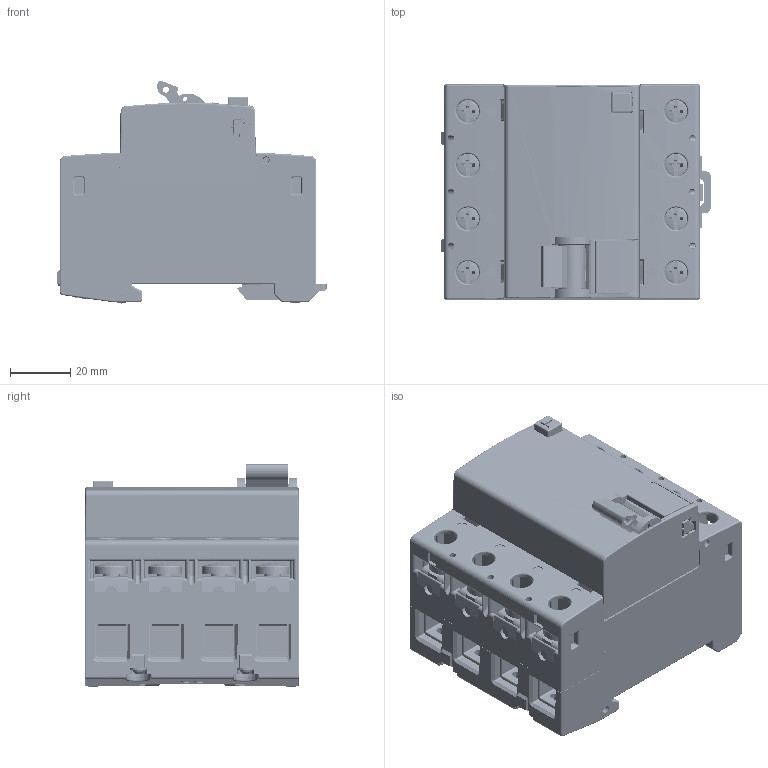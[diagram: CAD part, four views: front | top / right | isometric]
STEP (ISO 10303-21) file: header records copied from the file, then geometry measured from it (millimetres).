
FILE_DESCRIPTION((''),'2;1');
FILE_NAME('DFS_4_IGES_ASM','2011-11-21T',('DEU121775'),(''),'PRO/ENGINEER BY PARAMETRIC TECHNOLOGY CORPORATION, 2011080','PRO/ENGINEER BY PARAMETRIC TECHNOLOGY CORPORATION, 2011080','');
FILE_SCHEMA(('AUTOMOTIVE_DESIGN_CC2 { 1 2 10303 214 -1 1 5 2 }'));
Products named in the file (15): K00412_001_MODEL; K00450_001_MODEL; K00059_001_MODEL; K00247_001_MODEL; K00081_001_MODEL; K00219_001_MODEL; K00164_002_MODEL; K00609_001_MODEL; K00608_001_MODEL; K00610_001_MODEL; K00119_001_MODEL; K00611_001_MODEL; K00185_001_MODEL; K01313_001_MODEL; DFS_4_IGES_ASM
Assembly tree (37 placements, depth 2):
  DFS_4_IGES_ASM
    K00412_001_MODEL
    K00450_001_MODEL
    K00059_001_MODEL
    K00247_001_MODEL
    K00081_001_MODEL
    K00219_001_MODEL
    K00164_002_MODEL
    K00609_001_MODEL  x4
    K00608_001_MODEL  x4
    K00610_001_MODEL  x8
    K00119_001_MODEL  x8
    K00611_001_MODEL
    K00185_001_MODEL
    K01313_001_MODEL  x4
Bounding box: 89.32 x 71.2 x 73.93 mm (x, y, z)
Volume: 5866.2 mm3; surface area: 136447.5 mm2
Topology: 8 solids, 40 shells, 8968 faces, 24671 edges, 15068 vertices
Faces by surface type: plane 4258, cylinder 3032, bspline 821, sphere 361, torus 267, cone 209, extrusion 14, revolution 6
Entity records: 296363 total; most frequent: CARTESIAN_POINT 80262, ORIENTED_EDGE 35157, DIRECTION 29015, PRESENTATION_STYLE_ASSIGNMENT 18524, STYLED_ITEM 18018, CURVE_STYLE 18003, EDGE_CURVE 18003, VERTEX_POINT 11072
